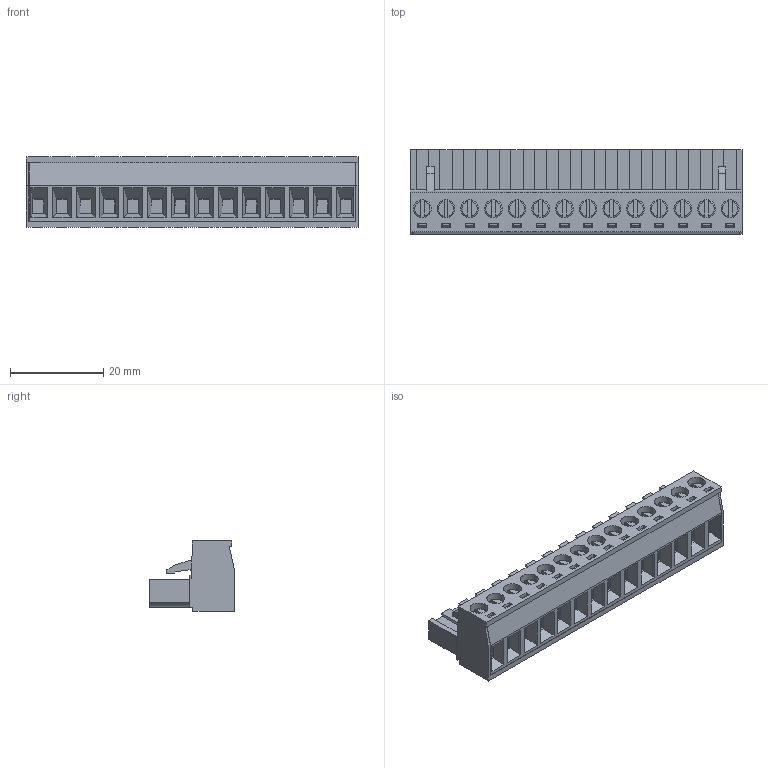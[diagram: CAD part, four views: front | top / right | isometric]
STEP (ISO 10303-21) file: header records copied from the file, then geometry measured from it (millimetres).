
FILE_DESCRIPTION(/* description */ ('Unknown'),/* implementation_level */ '2;1');
FILE_NAME(/* name */ '691351500014',/* time_stamp */ '2021-01-04T16:12:49+01:00',/* author */ ('Unknown'),/* organization */ ('Unknown'),/* preprocessor_version */ 'ST-DEVELOPER v16.7',/* originating_system */ 'DEX',/* authorisation */ $);
FILE_SCHEMA (('AUTOMOTIVE_DESIGN {1 0 10303 214 3 1 1}'));
Length unit declared in the file: millimetre
Products named in the file (6): 6913515000xx; 691351500014; 6913515000xx_CAGE; 6913515000xx_PIN; 6913515000xx_VIS; 691351500014_CAPOT
Assembly tree (44 placements, depth 2):
  6913515000xx
    691351500014
    6913515000xx_CAGE  x14
    6913515000xx_PIN  x14
    6913515000xx_VIS  x14
    691351500014_CAPOT
Bounding box: 71.22 x 18.2 x 15.1 mm (x, y, z)
Volume: 8009.8 mm3; surface area: 21646.6 mm2
Topology: 44 solids, 44 shells, 3242 faces, 8805 edges, 5748 vertices
Faces by surface type: plane 2392, cylinder 780, torus 42, cone 28
Full cylindrical faces by diameter (mm): 1.6 x14, 2.2 x14, 2.5 x14, 2.9 x14, 2.95 x14, 3 x14, 3.8 x28
Entity records: 50860 total; most frequent: CARTESIAN_POINT 8909, ORIENTED_EDGE 8658, DIRECTION 8094, EDGE_CURVE 4329, LINE 3916, VECTOR 3916, VERTEX_POINT 2856, AXIS2_PLACEMENT_3D 2089
